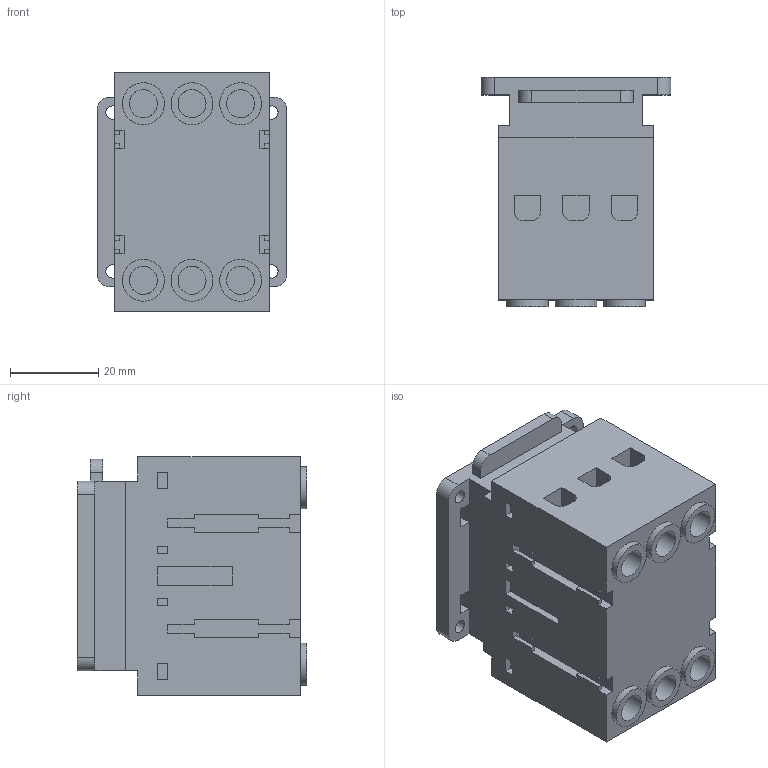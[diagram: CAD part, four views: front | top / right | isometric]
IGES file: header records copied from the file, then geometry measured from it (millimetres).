
Global section: file name: OT16-40FT3-IGS.igs; preprocessor: I-DEAS 3D IGES Translator 11; date: 20081026.133143; units: millimetre
Bounding box: 43 x 52 x 54 mm (x, y, z)
Volume: 83781.4 mm3; surface area: 18535.8 mm2
Topology: 1 solids, 1 shells, 292 faces, 769 edges, 510 vertices
Faces by surface type: bspline 292
